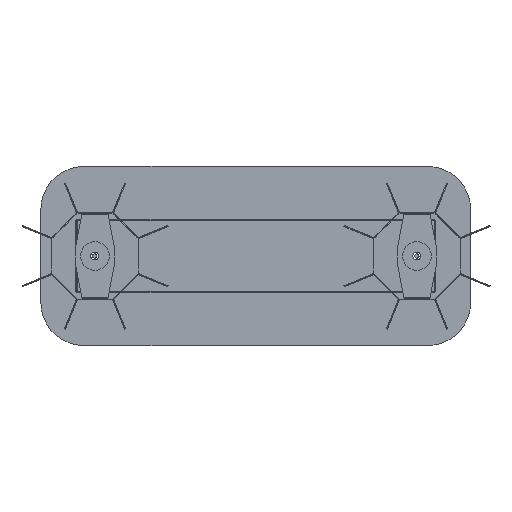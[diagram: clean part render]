
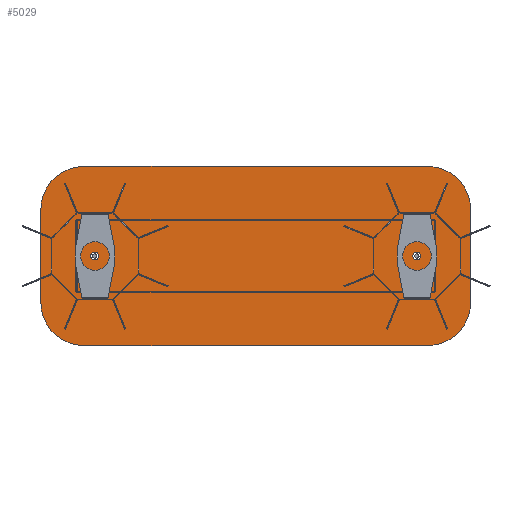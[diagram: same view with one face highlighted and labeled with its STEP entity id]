
A CAD part, front view. The second image highlights one B-rep face of the part: STEP entity #5029.
In plain terms, the highlighted face is planar.
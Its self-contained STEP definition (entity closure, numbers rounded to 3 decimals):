
#20 = CARTESIAN_POINT ( 'NONE',  ( -60., 250., -0.5 ) ) ;
#39 = VECTOR ( 'NONE', #9352, 1000. ) ;
#315 = AXIS2_PLACEMENT_3D ( 'NONE', #607, #14925, #3104 ) ;
#372 = CIRCLE ( 'NONE', #11628, 60. ) ;
#403 = LINE ( 'NONE', #15740, #39 ) ;
#477 = VERTEX_POINT ( 'NONE', #1521 ) ;
#607 = CARTESIAN_POINT ( 'NONE',  ( -60., 60., -0.5 ) ) ;
#651 = DIRECTION ( 'NONE',  ( 1., 0., 0. ) ) ;
#678 = ORIENTED_EDGE ( 'NONE', *, *, #6243, .F. ) ;
#926 = CARTESIAN_POINT ( 'NONE',  ( -75., 125., -0.5 ) ) ;
#1371 = EDGE_CURVE ( 'NONE', #14488, #1548, #7392, .T. ) ;
#1384 = VERTEX_POINT ( 'NONE', #13814 ) ;
#1408 = DIRECTION ( 'NONE',  ( 1., 0., 0. ) ) ;
#1479 = DIRECTION ( 'NONE',  ( 0., 0., 1. ) ) ;
#1521 = CARTESIAN_POINT ( 'NONE',  ( 0., 190., -0.5 ) ) ;
#1527 = AXIS2_PLACEMENT_3D ( 'NONE', #6588, #9178, #15570 ) ;
#1548 = VERTEX_POINT ( 'NONE', #4246 ) ;
#1715 = CARTESIAN_POINT ( 'NONE',  ( -600., 190., -0.5 ) ) ;
#1940 = AXIS2_PLACEMENT_3D ( 'NONE', #2813, #2730, #12965 ) ;
#1974 = ORIENTED_EDGE ( 'NONE', *, *, #8692, .F. ) ;
#2177 = FACE_BOUND ( 'NONE', #10322, .T. ) ;
#2265 = VERTEX_POINT ( 'NONE', #12851 ) ;
#2576 = AXIS2_PLACEMENT_3D ( 'NONE', #926, #9965, #3587 ) ;
#2724 = FACE_BOUND ( 'NONE', #8291, .T. ) ;
#2730 = DIRECTION ( 'NONE',  ( 0., 0., 1. ) ) ;
#2735 = DIRECTION ( 'NONE',  ( 0., 0., 1. ) ) ;
#2813 = CARTESIAN_POINT ( 'NONE',  ( -540., 190., -0.5 ) ) ;
#3069 = EDGE_CURVE ( 'NONE', #1548, #14488, #16252, .T. ) ;
#3104 = DIRECTION ( 'NONE',  ( 1., 0., 0. ) ) ;
#3150 = VECTOR ( 'NONE', #8722, 1000. ) ;
#3154 = CARTESIAN_POINT ( 'NONE',  ( 0., 60., -0.5 ) ) ;
#3197 = DIRECTION ( 'NONE',  ( 1., 0., 0. ) ) ;
#3228 = EDGE_LOOP ( 'NONE', ( #4273, #678, #4806, #14497, #1974, #13343, #3710, #12295 ) ) ;
#3234 = CIRCLE ( 'NONE', #315, 60. ) ;
#3318 = VECTOR ( 'NONE', #15883, 1000. ) ;
#3422 = CIRCLE ( 'NONE', #4753, 5.5 ) ;
#3587 = DIRECTION ( 'NONE',  ( 1., 0., 0. ) ) ;
#3710 = ORIENTED_EDGE ( 'NONE', *, *, #13719, .F. ) ;
#3761 = CARTESIAN_POINT ( 'NONE',  ( -540., 0., -0.5 ) ) ;
#4011 = CARTESIAN_POINT ( 'NONE',  ( -540., 250., -0.5 ) ) ;
#4157 = CARTESIAN_POINT ( 'NONE',  ( -600., 190., -0.5 ) ) ;
#4246 = CARTESIAN_POINT ( 'NONE',  ( -69.5, 125., -0.5 ) ) ;
#4273 = ORIENTED_EDGE ( 'NONE', *, *, #14736, .F. ) ;
#4719 = ORIENTED_EDGE ( 'NONE', *, *, #1371, .T. ) ;
#4723 = CARTESIAN_POINT ( 'NONE',  ( -60., 190., -0.5 ) ) ;
#4753 = AXIS2_PLACEMENT_3D ( 'NONE', #8304, #5700, #3197 ) ;
#4800 = EDGE_CURVE ( 'NONE', #5707, #14167, #10226, .T. ) ;
#4806 = ORIENTED_EDGE ( 'NONE', *, *, #8101, .F. ) ;
#5029 = ADVANCED_FACE ( 'NONE', ( #2177, #2724, #11717 ), #12959, .F. ) ;
#5159 = CARTESIAN_POINT ( 'NONE',  ( -80.5, 125., -0.5 ) ) ;
#5382 = LINE ( 'NONE', #1715, #3318 ) ;
#5437 = EDGE_CURVE ( 'NONE', #6605, #2265, #3422, .T. ) ;
#5700 = DIRECTION ( 'NONE',  ( 0., 0., 1. ) ) ;
#5707 = VERTEX_POINT ( 'NONE', #20 ) ;
#5988 = ORIENTED_EDGE ( 'NONE', *, *, #5437, .T. ) ;
#6243 = EDGE_CURVE ( 'NONE', #1384, #477, #10871, .T. ) ;
#6588 = CARTESIAN_POINT ( 'NONE',  ( -75., 125., -0.5 ) ) ;
#6605 = VERTEX_POINT ( 'NONE', #9074 ) ;
#7019 = CIRCLE ( 'NONE', #1940, 60. ) ;
#7237 = DIRECTION ( 'NONE',  ( 0., 0., 1. ) ) ;
#7392 = CIRCLE ( 'NONE', #2576, 5.5 ) ;
#7528 = DIRECTION ( 'NONE',  ( 0.707, -0.707, 0. ) ) ;
#7867 = CARTESIAN_POINT ( 'NONE',  ( -60., 0., -0.5 ) ) ;
#8101 = EDGE_CURVE ( 'NONE', #9423, #1384, #3234, .T. ) ;
#8291 = EDGE_LOOP ( 'NONE', ( #14666, #5988 ) ) ;
#8304 = CARTESIAN_POINT ( 'NONE',  ( -525., 125., -0.5 ) ) ;
#8692 = EDGE_CURVE ( 'NONE', #13431, #14145, #14719, .T. ) ;
#8722 = DIRECTION ( 'NONE',  ( -1., 0., 0. ) ) ;
#8937 = AXIS2_PLACEMENT_3D ( 'NONE', #10817, #9797, #13414 ) ;
#9074 = CARTESIAN_POINT ( 'NONE',  ( -530.5, 125., -0.5 ) ) ;
#9178 = DIRECTION ( 'NONE',  ( 0., 0., 1. ) ) ;
#9352 = DIRECTION ( 'NONE',  ( 1., 0., 0. ) ) ;
#9423 = VERTEX_POINT ( 'NONE', #7867 ) ;
#9619 = AXIS2_PLACEMENT_3D ( 'NONE', #11804, #2735, #1408 ) ;
#9797 = DIRECTION ( 'NONE',  ( 0., 0., 1. ) ) ;
#9965 = DIRECTION ( 'NONE',  ( 0., 0., 1. ) ) ;
#10070 = CARTESIAN_POINT ( 'NONE',  ( -60., 250., -0.5 ) ) ;
#10226 = LINE ( 'NONE', #10070, #3150 ) ;
#10322 = EDGE_LOOP ( 'NONE', ( #15126, #4719 ) ) ;
#10533 = EDGE_CURVE ( 'NONE', #14145, #9423, #403, .T. ) ;
#10817 = CARTESIAN_POINT ( 'NONE',  ( -525., 125., -0.5 ) ) ;
#10871 = LINE ( 'NONE', #3154, #11767 ) ;
#11628 = AXIS2_PLACEMENT_3D ( 'NONE', #4723, #7237, #651 ) ;
#11717 = FACE_OUTER_BOUND ( 'NONE', #3228, .T. ) ;
#11767 = VECTOR ( 'NONE', #12228, 1000. ) ;
#11804 = CARTESIAN_POINT ( 'NONE',  ( -540., 60., -0.5 ) ) ;
#12228 = DIRECTION ( 'NONE',  ( 0., 1., 0. ) ) ;
#12295 = ORIENTED_EDGE ( 'NONE', *, *, #4800, .F. ) ;
#12851 = CARTESIAN_POINT ( 'NONE',  ( -519.5, 125., -0.5 ) ) ;
#12959 = PLANE ( 'NONE',  #15224 ) ;
#12965 = DIRECTION ( 'NONE',  ( 1., 0., 0. ) ) ;
#13343 = ORIENTED_EDGE ( 'NONE', *, *, #16209, .F. ) ;
#13414 = DIRECTION ( 'NONE',  ( 1., 0., 0. ) ) ;
#13431 = VERTEX_POINT ( 'NONE', #14981 ) ;
#13719 = EDGE_CURVE ( 'NONE', #14167, #14579, #7019, .T. ) ;
#13814 = CARTESIAN_POINT ( 'NONE',  ( 0., 60., -0.5 ) ) ;
#14145 = VERTEX_POINT ( 'NONE', #3761 ) ;
#14167 = VERTEX_POINT ( 'NONE', #4011 ) ;
#14488 = VERTEX_POINT ( 'NONE', #5159 ) ;
#14497 = ORIENTED_EDGE ( 'NONE', *, *, #10533, .F. ) ;
#14579 = VERTEX_POINT ( 'NONE', #4157 ) ;
#14666 = ORIENTED_EDGE ( 'NONE', *, *, #15563, .T. ) ;
#14719 = CIRCLE ( 'NONE', #9619, 60. ) ;
#14736 = EDGE_CURVE ( 'NONE', #477, #5707, #372, .T. ) ;
#14925 = DIRECTION ( 'NONE',  ( 0., 0., 1. ) ) ;
#14981 = CARTESIAN_POINT ( 'NONE',  ( -600., 60., -0.5 ) ) ;
#15126 = ORIENTED_EDGE ( 'NONE', *, *, #3069, .T. ) ;
#15224 = AXIS2_PLACEMENT_3D ( 'NONE', #15562, #1479, #7528 ) ;
#15562 = CARTESIAN_POINT ( 'NONE',  ( -60., 190., -0.5 ) ) ;
#15563 = EDGE_CURVE ( 'NONE', #2265, #6605, #16169, .T. ) ;
#15570 = DIRECTION ( 'NONE',  ( 1., 0., 0. ) ) ;
#15740 = CARTESIAN_POINT ( 'NONE',  ( -540., 0., -0.5 ) ) ;
#15883 = DIRECTION ( 'NONE',  ( 0., -1., 0. ) ) ;
#16169 = CIRCLE ( 'NONE', #8937, 5.5 ) ;
#16209 = EDGE_CURVE ( 'NONE', #14579, #13431, #5382, .T. ) ;
#16252 = CIRCLE ( 'NONE', #1527, 5.5 ) ;
